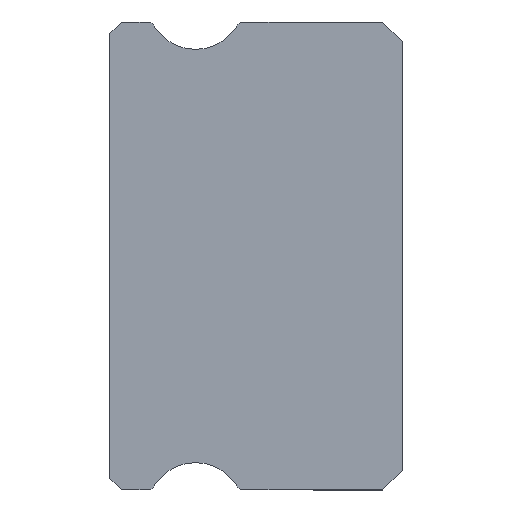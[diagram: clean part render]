
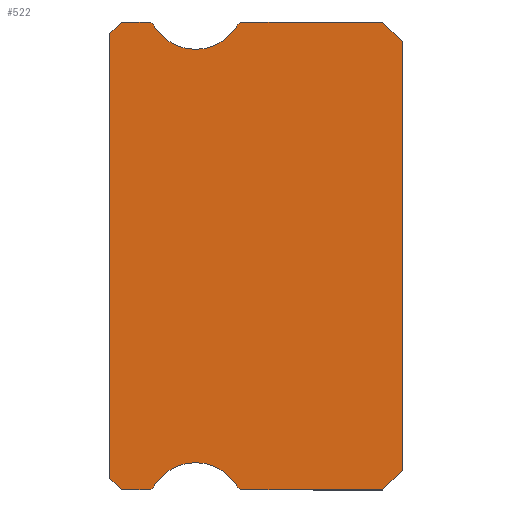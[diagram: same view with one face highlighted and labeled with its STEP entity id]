
A CAD part, left-side view. The second image highlights one B-rep face of the part: STEP entity #522.
In plain terms, the highlighted planar face has unit normal (-1, 0, 0).
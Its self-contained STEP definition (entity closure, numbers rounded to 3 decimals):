
#2 = EDGE_LOOP ( 'NONE', ( #635, #1557, #1388, #1553, #285, #998, #1603, #1528, #774, #1316, #318, #1713, #686, #662, #745, #1197, #814 ) ) ;
#9 = VERTEX_POINT ( 'NONE', #845 ) ;
#20 = CARTESIAN_POINT ( 'NONE',  ( -5., 6.512, 6. ) ) ;
#32 = EDGE_CURVE ( 'NONE', #498, #1702, #1506, .T. ) ;
#35 = CIRCLE ( 'NONE', #1538, 1.25 ) ;
#60 = VERTEX_POINT ( 'NONE', #1000 ) ;
#62 = VERTEX_POINT ( 'NONE', #180 ) ;
#86 = EDGE_CURVE ( 'NONE', #498, #102, #1372, .T. ) ;
#99 = DIRECTION ( 'NONE',  ( 1., 0., 0. ) ) ;
#102 = VERTEX_POINT ( 'NONE', #604 ) ;
#180 = CARTESIAN_POINT ( 'NONE',  ( -5., 6.383, 5.925 ) ) ;
#183 = DIRECTION ( 'NONE',  ( 1., 0., 0. ) ) ;
#189 = DIRECTION ( 'NONE',  ( 0., 0., -1. ) ) ;
#217 = CARTESIAN_POINT ( 'NONE',  ( -5., 4.088, -6. ) ) ;
#269 = CARTESIAN_POINT ( 'NONE',  ( -5., 6.512, -5.85 ) ) ;
#271 = EDGE_CURVE ( 'NONE', #1352, #920, #568, .T. ) ;
#285 = ORIENTED_EDGE ( 'NONE', *, *, #1180, .F. ) ;
#293 = LINE ( 'NONE', #1366, #1604 ) ;
#298 = CIRCLE ( 'NONE', #914, 0.15 ) ;
#318 = ORIENTED_EDGE ( 'NONE', *, *, #1396, .F. ) ;
#320 = CARTESIAN_POINT ( 'NONE',  ( -5., 0., 5.5 ) ) ;
#322 = LINE ( 'NONE', #597, #831 ) ;
#337 = CARTESIAN_POINT ( 'NONE',  ( -5., 6.512, -6. ) ) ;
#352 = DIRECTION ( 'NONE',  ( 0., 1., 0. ) ) ;
#355 = FACE_OUTER_BOUND ( 'NONE', #2, .T. ) ;
#367 = EDGE_CURVE ( 'NONE', #787, #1117, #1387, .T. ) ;
#376 = CARTESIAN_POINT ( 'NONE',  ( -5., 5.3, 5.3 ) ) ;
#400 = VERTEX_POINT ( 'NONE', #591 ) ;
#402 = VERTEX_POINT ( 'NONE', #1276 ) ;
#403 = CARTESIAN_POINT ( 'NONE',  ( -5., 4.217, -5.925 ) ) ;
#433 = DIRECTION ( 'NONE',  ( -1., 0., 0. ) ) ;
#437 = CARTESIAN_POINT ( 'NONE',  ( -5., 5.3, 6.55 ) ) ;
#442 = DIRECTION ( 'NONE',  ( 0., -1., 0. ) ) ;
#446 = EDGE_CURVE ( 'NONE', #1001, #62, #1443, .T. ) ;
#458 = DIRECTION ( 'NONE',  ( 0., 0., -1. ) ) ;
#498 = VERTEX_POINT ( 'NONE', #1685 ) ;
#513 = VERTEX_POINT ( 'NONE', #376 ) ;
#519 = CARTESIAN_POINT ( 'NONE',  ( -5., 6.512, 5.85 ) ) ;
#522 = ADVANCED_FACE ( 'NONE', ( #355 ), #879, .F. ) ;
#528 = CARTESIAN_POINT ( 'NONE',  ( -5., 7.5, 5.85 ) ) ;
#554 = CARTESIAN_POINT ( 'NONE',  ( -5., 7.2, 6. ) ) ;
#561 = AXIS2_PLACEMENT_3D ( 'NONE', #1103, #433, #839 ) ;
#568 = CIRCLE ( 'NONE', #1555, 1.25 ) ;
#571 = CARTESIAN_POINT ( 'NONE',  ( -5., 6.383, -5.925 ) ) ;
#578 = CARTESIAN_POINT ( 'NONE',  ( -5., 6.512, -6. ) ) ;
#585 = DIRECTION ( 'NONE',  ( 0., 0., 1. ) ) ;
#591 = CARTESIAN_POINT ( 'NONE',  ( -5., 4.088, 6. ) ) ;
#597 = CARTESIAN_POINT ( 'NONE',  ( -5., 0.5, 6. ) ) ;
#604 = CARTESIAN_POINT ( 'NONE',  ( -5., 0.5, -6. ) ) ;
#605 = EDGE_CURVE ( 'NONE', #400, #1613, #701, .T. ) ;
#635 = ORIENTED_EDGE ( 'NONE', *, *, #1416, .T. ) ;
#647 = VERTEX_POINT ( 'NONE', #1640 ) ;
#658 = LINE ( 'NONE', #528, #757 ) ;
#662 = ORIENTED_EDGE ( 'NONE', *, *, #921, .F. ) ;
#673 = AXIS2_PLACEMENT_3D ( 'NONE', #269, #99, #1751 ) ;
#686 = ORIENTED_EDGE ( 'NONE', *, *, #1073, .F. ) ;
#701 = LINE ( 'NONE', #20, #1696 ) ;
#740 = DIRECTION ( 'NONE',  ( 0., -0.707, -0.707 ) ) ;
#745 = ORIENTED_EDGE ( 'NONE', *, *, #1720, .F. ) ;
#750 = DIRECTION ( 'NONE',  ( 0., 0., -1. ) ) ;
#751 = CARTESIAN_POINT ( 'NONE',  ( -5., 6.512, 6. ) ) ;
#757 = VECTOR ( 'NONE', #1597, 1000. ) ;
#774 = ORIENTED_EDGE ( 'NONE', *, *, #86, .F. ) ;
#787 = VERTEX_POINT ( 'NONE', #810 ) ;
#790 = CARTESIAN_POINT ( 'NONE',  ( -5., 6.512, -6. ) ) ;
#810 = CARTESIAN_POINT ( 'NONE',  ( -5., 7.2, -6. ) ) ;
#814 = ORIENTED_EDGE ( 'NONE', *, *, #870, .T. ) ;
#826 = CARTESIAN_POINT ( 'NONE',  ( -5., 0.5, 6. ) ) ;
#831 = VECTOR ( 'NONE', #740, 1000. ) ;
#834 = DIRECTION ( 'NONE',  ( -1., 0., 0. ) ) ;
#839 = DIRECTION ( 'NONE',  ( 0., 0., -1. ) ) ;
#845 = CARTESIAN_POINT ( 'NONE',  ( -5., 7.5, 5.7 ) ) ;
#857 = VECTOR ( 'NONE', #1110, 1000. ) ;
#868 = CARTESIAN_POINT ( 'NONE',  ( -5., 4.088, -5.85 ) ) ;
#869 = AXIS2_PLACEMENT_3D ( 'NONE', #519, #901, #1570 ) ;
#870 = EDGE_CURVE ( 'NONE', #1001, #647, #1210, .T. ) ;
#879 = PLANE ( 'NONE',  #869 ) ;
#901 = DIRECTION ( 'NONE',  ( 1., 0., 0. ) ) ;
#910 = CARTESIAN_POINT ( 'NONE',  ( -5., 5.3, -6.55 ) ) ;
#914 = AXIS2_PLACEMENT_3D ( 'NONE', #1550, #1436, #1745 ) ;
#920 = VERTEX_POINT ( 'NONE', #571 ) ;
#921 = EDGE_CURVE ( 'NONE', #513, #60, #1329, .T. ) ;
#939 = CARTESIAN_POINT ( 'NONE',  ( -5., 0., 5.5 ) ) ;
#975 = DIRECTION ( 'NONE',  ( 0., 1., 0. ) ) ;
#980 = VECTOR ( 'NONE', #1255, 1000. ) ;
#998 = ORIENTED_EDGE ( 'NONE', *, *, #271, .F. ) ;
#1000 = CARTESIAN_POINT ( 'NONE',  ( -5., 4.217, 5.925 ) ) ;
#1001 = VERTEX_POINT ( 'NONE', #751 ) ;
#1025 = CIRCLE ( 'NONE', #1653, 0.15 ) ;
#1026 = VERTEX_POINT ( 'NONE', #217 ) ;
#1073 = EDGE_CURVE ( 'NONE', #60, #400, #298, .T. ) ;
#1087 = CIRCLE ( 'NONE', #673, 0.15 ) ;
#1091 = EDGE_CURVE ( 'NONE', #402, #9, #658, .T. ) ;
#1094 = VECTOR ( 'NONE', #975, 1000. ) ;
#1103 = CARTESIAN_POINT ( 'NONE',  ( -5., 5.3, 6.55 ) ) ;
#1110 = DIRECTION ( 'NONE',  ( 0., 0.707, -0.707 ) ) ;
#1117 = VERTEX_POINT ( 'NONE', #790 ) ;
#1146 = LINE ( 'NONE', #578, #1717 ) ;
#1180 = EDGE_CURVE ( 'NONE', #920, #1117, #1087, .T. ) ;
#1185 = VECTOR ( 'NONE', #585, 1000. ) ;
#1187 = AXIS2_PLACEMENT_3D ( 'NONE', #1552, #1560, #1447 ) ;
#1197 = ORIENTED_EDGE ( 'NONE', *, *, #446, .F. ) ;
#1210 = LINE ( 'NONE', #554, #1094 ) ;
#1255 = DIRECTION ( 'NONE',  ( 0., -1., 0. ) ) ;
#1276 = CARTESIAN_POINT ( 'NONE',  ( -5., 7.5, -5.7 ) ) ;
#1316 = ORIENTED_EDGE ( 'NONE', *, *, #32, .T. ) ;
#1329 = CIRCLE ( 'NONE', #561, 1.25 ) ;
#1347 = EDGE_CURVE ( 'NONE', #402, #787, #293, .T. ) ;
#1352 = VERTEX_POINT ( 'NONE', #403 ) ;
#1366 = CARTESIAN_POINT ( 'NONE',  ( -5., 7.2, -6. ) ) ;
#1372 = LINE ( 'NONE', #1517, #1378 ) ;
#1378 = VECTOR ( 'NONE', #1390, 1000. ) ;
#1384 = EDGE_CURVE ( 'NONE', #102, #1026, #1146, .T. ) ;
#1387 = LINE ( 'NONE', #337, #980 ) ;
#1388 = ORIENTED_EDGE ( 'NONE', *, *, #1347, .T. ) ;
#1390 = DIRECTION ( 'NONE',  ( 0., 0.707, -0.707 ) ) ;
#1396 = EDGE_CURVE ( 'NONE', #1613, #1702, #322, .T. ) ;
#1414 = CARTESIAN_POINT ( 'NONE',  ( -5., 7.5, 5.7 ) ) ;
#1416 = EDGE_CURVE ( 'NONE', #647, #9, #1672, .T. ) ;
#1436 = DIRECTION ( 'NONE',  ( 1., 0., 0. ) ) ;
#1443 = CIRCLE ( 'NONE', #1187, 0.15 ) ;
#1445 = EDGE_CURVE ( 'NONE', #1026, #1352, #1025, .T. ) ;
#1447 = DIRECTION ( 'NONE',  ( 0., 0., -1. ) ) ;
#1459 = DIRECTION ( 'NONE',  ( -1., 0., 0. ) ) ;
#1506 = LINE ( 'NONE', #320, #1185 ) ;
#1517 = CARTESIAN_POINT ( 'NONE',  ( -5., 0., -5.5 ) ) ;
#1528 = ORIENTED_EDGE ( 'NONE', *, *, #1384, .F. ) ;
#1538 = AXIS2_PLACEMENT_3D ( 'NONE', #437, #834, #458 ) ;
#1550 = CARTESIAN_POINT ( 'NONE',  ( -5., 4.088, 5.85 ) ) ;
#1552 = CARTESIAN_POINT ( 'NONE',  ( -5., 6.512, 5.85 ) ) ;
#1553 = ORIENTED_EDGE ( 'NONE', *, *, #367, .T. ) ;
#1555 = AXIS2_PLACEMENT_3D ( 'NONE', #910, #1459, #189 ) ;
#1557 = ORIENTED_EDGE ( 'NONE', *, *, #1091, .F. ) ;
#1560 = DIRECTION ( 'NONE',  ( 1., 0., 0. ) ) ;
#1570 = DIRECTION ( 'NONE',  ( 0., 0., -1. ) ) ;
#1597 = DIRECTION ( 'NONE',  ( 0., 0., 1. ) ) ;
#1603 = ORIENTED_EDGE ( 'NONE', *, *, #1445, .F. ) ;
#1604 = VECTOR ( 'NONE', #1614, 1000. ) ;
#1613 = VERTEX_POINT ( 'NONE', #826 ) ;
#1614 = DIRECTION ( 'NONE',  ( 0., -0.707, -0.707 ) ) ;
#1640 = CARTESIAN_POINT ( 'NONE',  ( -5., 7.2, 6. ) ) ;
#1653 = AXIS2_PLACEMENT_3D ( 'NONE', #868, #183, #750 ) ;
#1672 = LINE ( 'NONE', #1414, #857 ) ;
#1685 = CARTESIAN_POINT ( 'NONE',  ( -5., 0., -5.5 ) ) ;
#1696 = VECTOR ( 'NONE', #442, 1000. ) ;
#1702 = VERTEX_POINT ( 'NONE', #939 ) ;
#1713 = ORIENTED_EDGE ( 'NONE', *, *, #605, .F. ) ;
#1717 = VECTOR ( 'NONE', #352, 1000. ) ;
#1720 = EDGE_CURVE ( 'NONE', #62, #513, #35, .T. ) ;
#1745 = DIRECTION ( 'NONE',  ( 0., 0., -1. ) ) ;
#1751 = DIRECTION ( 'NONE',  ( 0., 0., -1. ) ) ;
